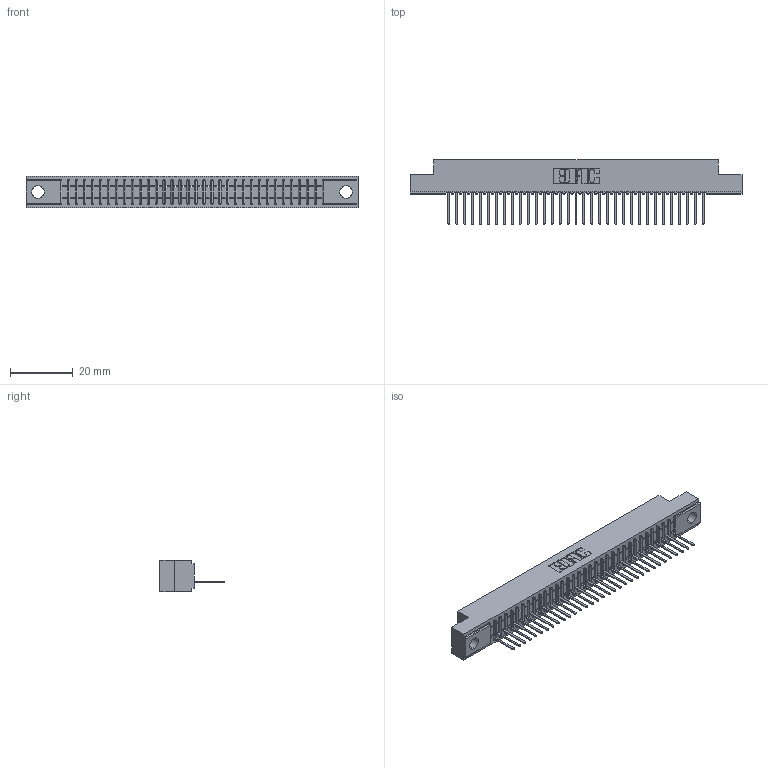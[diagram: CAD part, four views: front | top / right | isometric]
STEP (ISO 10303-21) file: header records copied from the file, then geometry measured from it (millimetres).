
FILE_DESCRIPTION (( 'STEP AP203' ), '1' );
FILE_NAME ('391-033-522-104.STEP', '2018-08-08T22:30:50', ( '' ), ( '' ), 'SwSTEP 2.0', 'SolidWorks 2016', '' );
FILE_SCHEMA (( 'CONFIG_CONTROL_DESIGN' ));
Length unit declared in the file: inch
Products named in the file (3): 391-033-522-104; 341 Part_.156 (3.96) Dia Mounting Holes; 341-292-001_341-292-122
Assembly tree (34 placements, depth 2):
  391-033-522-104
    341 Part_.156 (3.96) Dia Mounting Holes
    341-292-001_341-292-122  x33
Bounding box: 106.05 x 20.62 x 10.16 mm (x, y, z)
Volume: 7526.1 mm3; surface area: 11614.3 mm2
Topology: 34 solids, 34 shells, 2836 faces, 8173 edges, 5246 vertices
Faces by surface type: plane 1765, cylinder 939, sphere 68, torus 64
Entity records: 40498 total; most frequent: CARTESIAN_POINT 6880, ORIENTED_EDGE 6866, DIRECTION 6641, EDGE_CURVE 3433, LINE 2771, VECTOR 2771, VERTEX_POINT 2174, AXIS2_PLACEMENT_3D 1935
